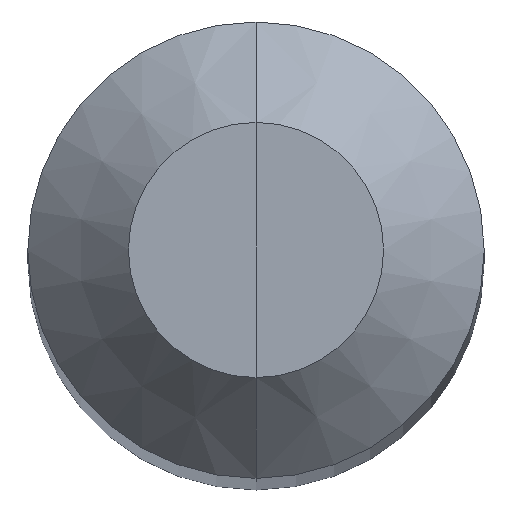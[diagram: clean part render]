
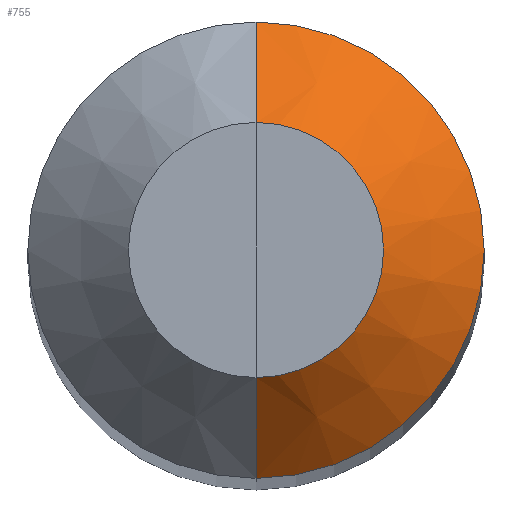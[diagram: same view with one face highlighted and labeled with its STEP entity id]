
A CAD part, top view. The second image highlights one B-rep face of the part: STEP entity #755.
In plain terms, the highlighted conical face has half-angle 45 degrees and reference radius 1.587 mm.
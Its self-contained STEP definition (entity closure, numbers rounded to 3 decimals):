
#641 = CYLINDRICAL_SURFACE('',#642,1.588);
#642 = AXIS2_PLACEMENT_3D('',#643,#644,#645);
#643 = CARTESIAN_POINT('',(0.,0.,-46.998));
#644 = DIRECTION('',(0.,0.,1.));
#645 = DIRECTION('',(0.,-1.,0.));
#679 = VERTEX_POINT('',#680);
#680 = CARTESIAN_POINT('',(0.,1.588,-0.7));
#706 = EDGE_CURVE('',#707,#679,#709,.T.);
#707 = VERTEX_POINT('',#708);
#708 = CARTESIAN_POINT('',(0.,-1.588,-0.7));
#709 = SURFACE_CURVE('',#710,(#715,#722),.PCURVE_S1.);
#710 = CIRCLE('',#711,1.588);
#711 = AXIS2_PLACEMENT_3D('',#712,#713,#714);
#712 = CARTESIAN_POINT('',(0.,0.,-0.7));
#713 = DIRECTION('',(0.,0.,1.));
#714 = DIRECTION('',(0.,-1.,0.));
#715 = PCURVE('',#641,#716);
#716 = DEFINITIONAL_REPRESENTATION('',(#717),#721);
#717 = LINE('',#718,#719);
#718 = CARTESIAN_POINT('',(0.,46.298));
#719 = VECTOR('',#720,1.);
#720 = DIRECTION('',(1.,0.));
#721 = ( GEOMETRIC_REPRESENTATION_CONTEXT(2) 
PARAMETRIC_REPRESENTATION_CONTEXT() REPRESENTATION_CONTEXT('2D SPACE',''
  ) );
#722 = PCURVE('',#723,#728);
#723 = CONICAL_SURFACE('',#724,1.588,0.785);
#724 = AXIS2_PLACEMENT_3D('',#725,#726,#727);
#725 = CARTESIAN_POINT('',(0.,0.,-0.7));
#726 = DIRECTION('',(-0.,-0.,-1.));
#727 = DIRECTION('',(0.,-1.,0.));
#728 = DEFINITIONAL_REPRESENTATION('',(#729),#733);
#729 = LINE('',#730,#731);
#730 = CARTESIAN_POINT('',(-0.,-0.));
#731 = VECTOR('',#732,1.);
#732 = DIRECTION('',(-1.,-0.));
#733 = ( GEOMETRIC_REPRESENTATION_CONTEXT(2) 
PARAMETRIC_REPRESENTATION_CONTEXT() REPRESENTATION_CONTEXT('2D SPACE',''
  ) );
#755 = ADVANCED_FACE('',(#756),#723,.T.);
#756 = FACE_BOUND('',#757,.T.);
#757 = EDGE_LOOP('',(#758,#759,#787,#816));
#758 = ORIENTED_EDGE('',*,*,#706,.T.);
#759 = ORIENTED_EDGE('',*,*,#760,.T.);
#760 = EDGE_CURVE('',#679,#761,#763,.T.);
#761 = VERTEX_POINT('',#762);
#762 = CARTESIAN_POINT('',(0.,0.888,0.));
#763 = SURFACE_CURVE('',#764,(#768,#775),.PCURVE_S1.);
#764 = LINE('',#765,#766);
#765 = CARTESIAN_POINT('',(0.,1.588,-0.7));
#766 = VECTOR('',#767,1.);
#767 = DIRECTION('',(0.,-0.707,0.707)
  );
#768 = PCURVE('',#723,#769);
#769 = DEFINITIONAL_REPRESENTATION('',(#770),#774);
#770 = LINE('',#771,#772);
#771 = CARTESIAN_POINT('',(-3.142,-0.));
#772 = VECTOR('',#773,1.);
#773 = DIRECTION('',(-0.,-1.));
#774 = ( GEOMETRIC_REPRESENTATION_CONTEXT(2) 
PARAMETRIC_REPRESENTATION_CONTEXT() REPRESENTATION_CONTEXT('2D SPACE',''
  ) );
#775 = PCURVE('',#776,#781);
#776 = CONICAL_SURFACE('',#777,1.588,0.785);
#777 = AXIS2_PLACEMENT_3D('',#778,#779,#780);
#778 = CARTESIAN_POINT('',(0.,0.,-0.7));
#779 = DIRECTION('',(-0.,-0.,-1.));
#780 = DIRECTION('',(0.,-1.,0.));
#781 = DEFINITIONAL_REPRESENTATION('',(#782),#786);
#782 = LINE('',#783,#784);
#783 = CARTESIAN_POINT('',(3.142,-0.));
#784 = VECTOR('',#785,1.);
#785 = DIRECTION('',(0.,-1.));
#786 = ( GEOMETRIC_REPRESENTATION_CONTEXT(2) 
PARAMETRIC_REPRESENTATION_CONTEXT() REPRESENTATION_CONTEXT('2D SPACE',''
  ) );
#787 = ORIENTED_EDGE('',*,*,#788,.F.);
#788 = EDGE_CURVE('',#789,#761,#791,.T.);
#789 = VERTEX_POINT('',#790);
#790 = CARTESIAN_POINT('',(0.,-0.888,0.));
#791 = SURFACE_CURVE('',#792,(#797,#804),.PCURVE_S1.);
#792 = CIRCLE('',#793,0.888);
#793 = AXIS2_PLACEMENT_3D('',#794,#795,#796);
#794 = CARTESIAN_POINT('',(0.,0.,0.));
#795 = DIRECTION('',(0.,0.,1.));
#796 = DIRECTION('',(0.,-1.,0.));
#797 = PCURVE('',#723,#798);
#798 = DEFINITIONAL_REPRESENTATION('',(#799),#803);
#799 = LINE('',#800,#801);
#800 = CARTESIAN_POINT('',(-0.,-0.7));
#801 = VECTOR('',#802,1.);
#802 = DIRECTION('',(-1.,-0.));
#803 = ( GEOMETRIC_REPRESENTATION_CONTEXT(2) 
PARAMETRIC_REPRESENTATION_CONTEXT() REPRESENTATION_CONTEXT('2D SPACE',''
  ) );
#804 = PCURVE('',#805,#810);
#805 = PLANE('',#806);
#806 = AXIS2_PLACEMENT_3D('',#807,#808,#809);
#807 = CARTESIAN_POINT('',(0.,0.,0.));
#808 = DIRECTION('',(0.,0.,1.));
#809 = DIRECTION('',(0.,-1.,0.));
#810 = DEFINITIONAL_REPRESENTATION('',(#811),#815);
#811 = CIRCLE('',#812,0.888);
#812 = AXIS2_PLACEMENT_2D('',#813,#814);
#813 = CARTESIAN_POINT('',(0.,0.));
#814 = DIRECTION('',(1.,0.));
#815 = ( GEOMETRIC_REPRESENTATION_CONTEXT(2) 
PARAMETRIC_REPRESENTATION_CONTEXT() REPRESENTATION_CONTEXT('2D SPACE',''
  ) );
#816 = ORIENTED_EDGE('',*,*,#817,.F.);
#817 = EDGE_CURVE('',#707,#789,#818,.T.);
#818 = SURFACE_CURVE('',#819,(#823,#830),.PCURVE_S1.);
#819 = LINE('',#820,#821);
#820 = CARTESIAN_POINT('',(0.,-1.588,-0.7));
#821 = VECTOR('',#822,1.);
#822 = DIRECTION('',(0.,0.707,0.707));
#823 = PCURVE('',#723,#824);
#824 = DEFINITIONAL_REPRESENTATION('',(#825),#829);
#825 = LINE('',#826,#827);
#826 = CARTESIAN_POINT('',(-0.,-0.));
#827 = VECTOR('',#828,1.);
#828 = DIRECTION('',(-0.,-1.));
#829 = ( GEOMETRIC_REPRESENTATION_CONTEXT(2) 
PARAMETRIC_REPRESENTATION_CONTEXT() REPRESENTATION_CONTEXT('2D SPACE',''
  ) );
#830 = PCURVE('',#776,#831);
#831 = DEFINITIONAL_REPRESENTATION('',(#832),#836);
#832 = LINE('',#833,#834);
#833 = CARTESIAN_POINT('',(0.,-0.));
#834 = VECTOR('',#835,1.);
#835 = DIRECTION('',(0.,-1.));
#836 = ( GEOMETRIC_REPRESENTATION_CONTEXT(2) 
PARAMETRIC_REPRESENTATION_CONTEXT() REPRESENTATION_CONTEXT('2D SPACE',''
  ) );
